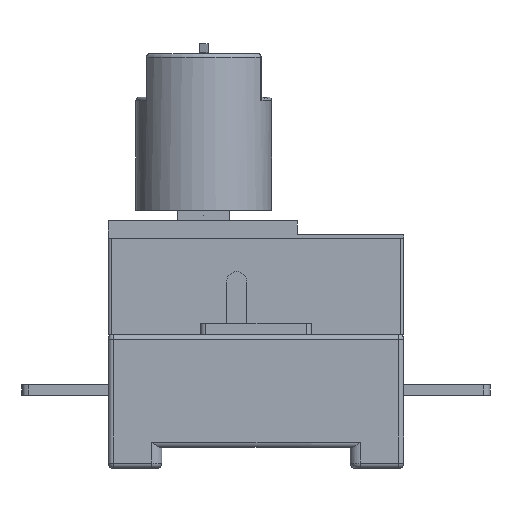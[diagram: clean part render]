
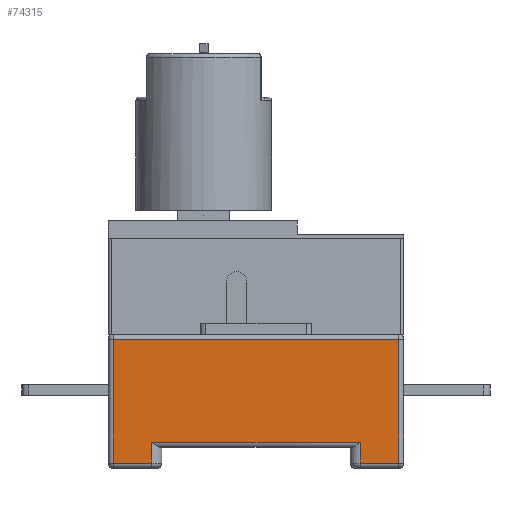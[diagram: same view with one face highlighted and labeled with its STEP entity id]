
A CAD part, left-side view. The second image highlights one B-rep face of the part: STEP entity #74315.
In plain terms, the highlighted planar face has unit normal (-1, 0, 0).
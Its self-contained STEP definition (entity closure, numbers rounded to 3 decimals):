
#426 = ORIENTED_EDGE ( 'NONE', *, *, #83341, .T. ) ;
#1324 = CARTESIAN_POINT ( 'NONE',  ( -85., -30., -6. ) ) ;
#2265 = CARTESIAN_POINT ( 'NONE',  ( -85., 41., 32.5 ) ) ;
#12635 = CARTESIAN_POINT ( 'NONE',  ( -85., -30., -4.5 ) ) ;
#14733 = DIRECTION ( 'NONE',  ( 1., 0., 0. ) ) ;
#17408 = DIRECTION ( 'NONE',  ( 0., -1., 0. ) ) ;
#18317 = DIRECTION ( 'NONE',  ( 0., 0., -1. ) ) ;
#18387 = CARTESIAN_POINT ( 'NONE',  ( -85., -41., 32.5 ) ) ;
#20443 = EDGE_CURVE ( 'NONE', #146202, #78989, #192099, .T. ) ;
#35422 = VERTEX_POINT ( 'NONE', #186562 ) ;
#38356 = ORIENTED_EDGE ( 'NONE', *, *, #103697, .T. ) ;
#47685 = VECTOR ( 'NONE', #161004, 1000. ) ;
#60549 = ORIENTED_EDGE ( 'NONE', *, *, #105111, .T. ) ;
#60584 = LINE ( 'NONE', #1324, #154409 ) ;
#64337 = VECTOR ( 'NONE', #79645, 1000. ) ;
#73976 = FACE_OUTER_BOUND ( 'NONE', #159232, .T. ) ;
#74315 = ADVANCED_FACE ( 'NONE', ( #73976 ), #137214, .F. ) ;
#78989 = VERTEX_POINT ( 'NONE', #87806 ) ;
#79645 = DIRECTION ( 'NONE',  ( 0., -1., 0. ) ) ;
#83341 = EDGE_CURVE ( 'NONE', #135453, #137301, #105133, .T. ) ;
#85295 = VERTEX_POINT ( 'NONE', #89738 ) ;
#87806 = CARTESIAN_POINT ( 'NONE',  ( -85., 41., 31. ) ) ;
#89064 = DIRECTION ( 'NONE',  ( 0., -1., 0. ) ) ;
#89738 = CARTESIAN_POINT ( 'NONE',  ( -85., 30., 1.5 ) ) ;
#89752 = DIRECTION ( 'NONE',  ( 0., 0., -1. ) ) ;
#90773 = DIRECTION ( 'NONE',  ( 0., 0., 1. ) ) ;
#91763 = LINE ( 'NONE', #170011, #117019 ) ;
#91806 = CARTESIAN_POINT ( 'NONE',  ( -85., -41., -4.5 ) ) ;
#93743 = LINE ( 'NONE', #154990, #145510 ) ;
#94480 = VECTOR ( 'NONE', #187062, 1000. ) ;
#96276 = VERTEX_POINT ( 'NONE', #12635 ) ;
#102608 = EDGE_CURVE ( 'NONE', #85295, #161456, #93743, .T. ) ;
#103697 = EDGE_CURVE ( 'NONE', #137301, #85295, #91763, .T. ) ;
#105111 = EDGE_CURVE ( 'NONE', #35422, #146202, #172998, .T. ) ;
#105133 = LINE ( 'NONE', #180433, #132607 ) ;
#108509 = ORIENTED_EDGE ( 'NONE', *, *, #20443, .T. ) ;
#117019 = VECTOR ( 'NONE', #90773, 1000. ) ;
#120137 = VECTOR ( 'NONE', #18317, 1000. ) ;
#124867 = LINE ( 'NONE', #91806, #64337 ) ;
#132217 = ORIENTED_EDGE ( 'NONE', *, *, #102608, .T. ) ;
#132607 = VECTOR ( 'NONE', #89064, 1000. ) ;
#133132 = EDGE_CURVE ( 'NONE', #78989, #135453, #169972, .T. ) ;
#135453 = VERTEX_POINT ( 'NONE', #162046 ) ;
#136298 = CARTESIAN_POINT ( 'NONE',  ( -85., -30., 1.5 ) ) ;
#137214 = PLANE ( 'NONE',  #188805 ) ;
#137301 = VERTEX_POINT ( 'NONE', #142589 ) ;
#142589 = CARTESIAN_POINT ( 'NONE',  ( -85., 30., -4.5 ) ) ;
#145510 = VECTOR ( 'NONE', #17408, 1000. ) ;
#146202 = VERTEX_POINT ( 'NONE', #178663 ) ;
#147921 = CARTESIAN_POINT ( 'NONE',  ( -85., 42.5, 31. ) ) ;
#154241 = DIRECTION ( 'NONE',  ( 0., 1., 0. ) ) ;
#154409 = VECTOR ( 'NONE', #89752, 1000. ) ;
#154990 = CARTESIAN_POINT ( 'NONE',  ( -85., 42.5, 1.5 ) ) ;
#155596 = ORIENTED_EDGE ( 'NONE', *, *, #179950, .T. ) ;
#159232 = EDGE_LOOP ( 'NONE', ( #108509, #178388, #426, #38356, #132217, #168365, #155596, #60549 ) ) ;
#161004 = DIRECTION ( 'NONE',  ( 0., 1., 0. ) ) ;
#161456 = VERTEX_POINT ( 'NONE', #136298 ) ;
#162046 = CARTESIAN_POINT ( 'NONE',  ( -85., 41., -4.5 ) ) ;
#168365 = ORIENTED_EDGE ( 'NONE', *, *, #188722, .T. ) ;
#169972 = LINE ( 'NONE', #2265, #120137 ) ;
#170011 = CARTESIAN_POINT ( 'NONE',  ( -85., 30., 18. ) ) ;
#172998 = LINE ( 'NONE', #18387, #94480 ) ;
#178388 = ORIENTED_EDGE ( 'NONE', *, *, #133132, .T. ) ;
#178663 = CARTESIAN_POINT ( 'NONE',  ( -85., -41., 31. ) ) ;
#179950 = EDGE_CURVE ( 'NONE', #96276, #35422, #124867, .T. ) ;
#180433 = CARTESIAN_POINT ( 'NONE',  ( -85., 30., -4.5 ) ) ;
#184370 = CARTESIAN_POINT ( 'NONE',  ( -85., 42.5, 32.5 ) ) ;
#186562 = CARTESIAN_POINT ( 'NONE',  ( -85., -41., -4.5 ) ) ;
#187062 = DIRECTION ( 'NONE',  ( 0., 0., 1. ) ) ;
#188722 = EDGE_CURVE ( 'NONE', #161456, #96276, #60584, .T. ) ;
#188805 = AXIS2_PLACEMENT_3D ( 'NONE', #184370, #14733, #154241 ) ;
#192099 = LINE ( 'NONE', #147921, #47685 ) ;
